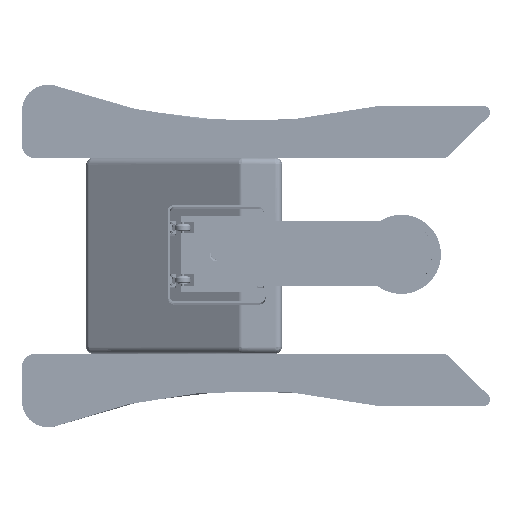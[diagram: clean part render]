
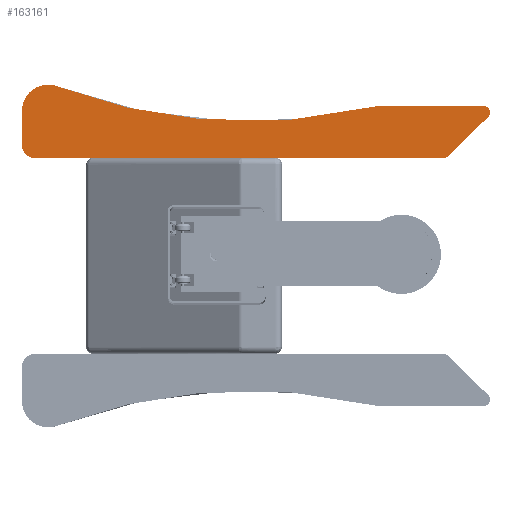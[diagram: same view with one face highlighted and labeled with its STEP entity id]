
A CAD part, top view. The second image highlights one B-rep face of the part: STEP entity #163161.
In plain terms, the highlighted free-form (B-spline) face has degree [1, 1] with [2, 2] control points.
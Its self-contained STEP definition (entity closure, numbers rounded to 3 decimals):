
#162864 = VERTEX_POINT('',#162865);
#162865 = CARTESIAN_POINT('',(217.803,206.037,
    -12.281));
#162870 = EDGE_CURVE('',#162864,#162871,#162873,.T.);
#162871 = VERTEX_POINT('',#162872);
#162872 = CARTESIAN_POINT('',(-219.666,233.932,
    -12.281));
#162873 = ( BOUNDED_CURVE() B_SPLINE_CURVE(2,(#162874,#162875,#162876),
.UNSPECIFIED.,.F.,.F.) B_SPLINE_CURVE_WITH_KNOTS((3,3),(5.686,
6.283),.PIECEWISE_BEZIER_KNOTS.) CURVE() 
GEOMETRIC_REPRESENTATION_ITEM() RATIONAL_B_SPLINE_CURVE((1.,
0.956,1.)) REPRESENTATION_ITEM('') );
#162874 = CARTESIAN_POINT('',(217.803,206.037,
    -12.281));
#162875 = CARTESIAN_POINT('',(-5.225,152.65,
    -12.281));
#162876 = CARTESIAN_POINT('',(-219.666,233.932,
    -12.281));
#162910 = EDGE_CURVE('',#162911,#162864,#162913,.T.);
#162911 = VERTEX_POINT('',#162912);
#162912 = CARTESIAN_POINT('',(226.176,207.025,
    -12.281));
#162913 = ( BOUNDED_CURVE() B_SPLINE_CURVE(2,(#162914,#162915,#162916),
.UNSPECIFIED.,.F.,.F.) B_SPLINE_CURVE_WITH_KNOTS((3,3),(0.,
0.235),.PIECEWISE_BEZIER_KNOTS.) CURVE() 
GEOMETRIC_REPRESENTATION_ITEM() RATIONAL_B_SPLINE_CURVE((1.,
0.993,1.)) REPRESENTATION_ITEM('') );
#162914 = CARTESIAN_POINT('',(226.176,207.025,
    -12.281));
#162915 = CARTESIAN_POINT('',(221.931,207.025,
    -12.281));
#162916 = CARTESIAN_POINT('',(217.803,206.037,
    -12.281));
#162941 = EDGE_CURVE('',#162942,#162911,#162944,.T.);
#162942 = VERTEX_POINT('',#162943);
#162943 = CARTESIAN_POINT('',(367.969,207.025,
    -12.281));
#162944 = B_SPLINE_CURVE_WITH_KNOTS('',1,(#162945,#162946),
  .UNSPECIFIED.,.F.,.F.,(2,2),(0.,157.693),
  .PIECEWISE_BEZIER_KNOTS.);
#162945 = CARTESIAN_POINT('',(367.969,207.025,
    -12.281));
#162946 = CARTESIAN_POINT('',(226.176,207.025,
    -12.281));
#162970 = EDGE_CURVE('',#162971,#162942,#162973,.T.);
#162971 = VERTEX_POINT('',#162972);
#162972 = CARTESIAN_POINT('',(374.257,191.606,
    -12.281));
#162973 = ( BOUNDED_CURVE() B_SPLINE_CURVE(2,(#162974,#162975,#162976),
.UNSPECIFIED.,.F.,.F.) B_SPLINE_CURVE_WITH_KNOTS((3,3),(0.,
2.367),.PIECEWISE_BEZIER_KNOTS.) CURVE() 
GEOMETRIC_REPRESENTATION_ITEM() RATIONAL_B_SPLINE_CURVE((1.,
0.378,1.)) REPRESENTATION_ITEM('') );
#162974 = CARTESIAN_POINT('',(374.257,191.606,
    -12.281));
#162975 = CARTESIAN_POINT('',(390.016,207.025,
    -12.281));
#162976 = CARTESIAN_POINT('',(367.969,207.025,
    -12.281));
#163001 = EDGE_CURVE('',#163002,#162971,#163004,.T.);
#163002 = VERTEX_POINT('',#163003);
#163003 = CARTESIAN_POINT('',(318.895,137.44,
    -12.281));
#163004 = B_SPLINE_CURVE_WITH_KNOTS('',1,(#163005,#163006),
  .UNSPECIFIED.,.F.,.F.,(2,2),(0.,86.139),
  .PIECEWISE_BEZIER_KNOTS.);
#163005 = CARTESIAN_POINT('',(318.895,137.44,
    -12.281));
#163006 = CARTESIAN_POINT('',(374.257,191.606,
    -12.281));
#163030 = EDGE_CURVE('',#163031,#163002,#163033,.T.);
#163031 = VERTEX_POINT('',#163032);
#163032 = CARTESIAN_POINT('',(312.607,134.875,
    -12.281));
#163033 = ( BOUNDED_CURVE() B_SPLINE_CURVE(2,(#163034,#163035,#163036),
.UNSPECIFIED.,.F.,.F.) B_SPLINE_CURVE_WITH_KNOTS((3,3),(0.,
0.774),.PIECEWISE_BEZIER_KNOTS.) CURVE() 
GEOMETRIC_REPRESENTATION_ITEM() RATIONAL_B_SPLINE_CURVE((1.,
0.926,1.)) REPRESENTATION_ITEM('') );
#163034 = CARTESIAN_POINT('',(312.607,134.875,
    -12.281));
#163035 = CARTESIAN_POINT('',(316.274,134.875,
    -12.281));
#163036 = CARTESIAN_POINT('',(318.895,137.44,
    -12.281));
#163061 = EDGE_CURVE('',#163062,#163031,#163064,.T.);
#163062 = VERTEX_POINT('',#163063);
#163063 = CARTESIAN_POINT('',(-250.397,134.875,
    -12.281));
#163064 = B_SPLINE_CURVE_WITH_KNOTS('',1,(#163065,#163066),
  .UNSPECIFIED.,.F.,.F.,(2,2),(0.,626.139),
  .PIECEWISE_BEZIER_KNOTS.);
#163065 = CARTESIAN_POINT('',(-250.397,134.875,
    -12.281));
#163066 = CARTESIAN_POINT('',(312.607,134.875,
    -12.281));
#163090 = EDGE_CURVE('',#163091,#163062,#163093,.T.);
#163091 = VERTEX_POINT('',#163092);
#163092 = CARTESIAN_POINT('',(-268.38,152.858,
    -12.281));
#163093 = ( BOUNDED_CURVE() B_SPLINE_CURVE(2,(#163094,#163095,#163096),
.UNSPECIFIED.,.F.,.F.) B_SPLINE_CURVE_WITH_KNOTS((3,3),(0.,
1.571),.PIECEWISE_BEZIER_KNOTS.) CURVE() 
GEOMETRIC_REPRESENTATION_ITEM() RATIONAL_B_SPLINE_CURVE((1.,
0.707,1.)) REPRESENTATION_ITEM('') );
#163094 = CARTESIAN_POINT('',(-268.38,152.858,
    -12.281));
#163095 = CARTESIAN_POINT('',(-268.38,134.875,
    -12.281));
#163096 = CARTESIAN_POINT('',(-250.397,134.875,
    -12.281));
#163121 = EDGE_CURVE('',#163122,#163091,#163124,.T.);
#163122 = VERTEX_POINT('',#163123);
#163123 = CARTESIAN_POINT('',(-268.38,200.3,
    -12.281));
#163124 = B_SPLINE_CURVE_WITH_KNOTS('',1,(#163125,#163126),
  .UNSPECIFIED.,.F.,.F.,(2,2),(-52.762,0.),
  .PIECEWISE_BEZIER_KNOTS.);
#163125 = CARTESIAN_POINT('',(-268.38,200.3,
    -12.281));
#163126 = CARTESIAN_POINT('',(-268.38,152.858,
    -12.281));
#163148 = EDGE_CURVE('',#162871,#163122,#163149,.T.);
#163149 = ( BOUNDED_CURVE() B_SPLINE_CURVE(2,(#163150,#163151,#163152),
.UNSPECIFIED.,.F.,.F.) B_SPLINE_CURVE_WITH_KNOTS((3,3),(0.,
1.933),.PIECEWISE_BEZIER_KNOTS.) CURVE() 
GEOMETRIC_REPRESENTATION_ITEM() RATIONAL_B_SPLINE_CURVE((1.,
0.568,1.)) REPRESENTATION_ITEM('') );
#163150 = CARTESIAN_POINT('',(-219.666,233.932,
    -12.281));
#163151 = CARTESIAN_POINT('',(-268.38,252.396,
    -12.281));
#163152 = CARTESIAN_POINT('',(-268.38,200.3,
    -12.281));
#163161 = ADVANCED_FACE('',(#163162),#163174,.T.);
#163162 = FACE_BOUND('',#163163,.T.);
#163163 = EDGE_LOOP('',(#163164,#163165,#163166,#163167,#163168,#163169,
    #163170,#163171,#163172,#163173));
#163164 = ORIENTED_EDGE('',*,*,#163148,.T.);
#163165 = ORIENTED_EDGE('',*,*,#163121,.T.);
#163166 = ORIENTED_EDGE('',*,*,#163090,.T.);
#163167 = ORIENTED_EDGE('',*,*,#163061,.T.);
#163168 = ORIENTED_EDGE('',*,*,#163030,.T.);
#163169 = ORIENTED_EDGE('',*,*,#163001,.T.);
#163170 = ORIENTED_EDGE('',*,*,#162970,.T.);
#163171 = ORIENTED_EDGE('',*,*,#162941,.T.);
#163172 = ORIENTED_EDGE('',*,*,#162910,.T.);
#163173 = ORIENTED_EDGE('',*,*,#162870,.T.);
#163174 = B_SPLINE_SURFACE_WITH_KNOTS('',1,1,(
    (#163175,#163176)
    ,(#163177,#163178
    )),.UNSPECIFIED.,.F.,.F.,.F.,(2,2),(2,2),(-358.854,
    358.854),(-56.381,56.381),
  .PIECEWISE_BEZIER_KNOTS.);
#163175 = CARTESIAN_POINT('',(-268.38,134.875,
    -12.281));
#163176 = CARTESIAN_POINT('',(-268.38,236.267,
    -12.281));
#163177 = CARTESIAN_POINT('',(376.96,134.875,
    -12.281));
#163178 = CARTESIAN_POINT('',(376.96,236.267,
    -12.281));
